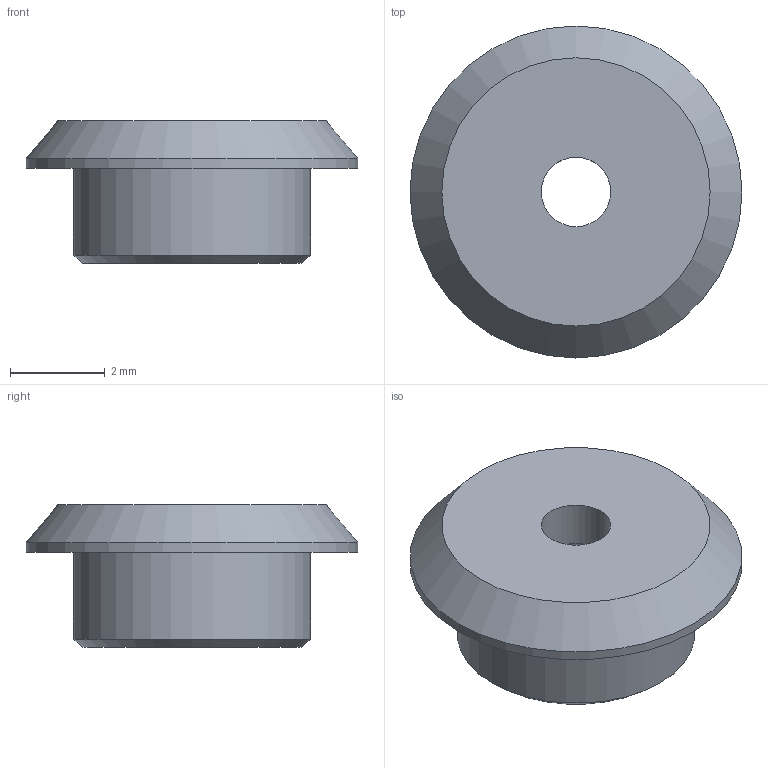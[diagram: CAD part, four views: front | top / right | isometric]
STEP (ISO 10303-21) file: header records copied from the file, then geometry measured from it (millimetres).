
FILE_DESCRIPTION(/* description */ (''),/* implementation_level */ '2;1');
FILE_NAME(/* name */ 'Encoder-Gear-Spacer.stp',/* time_stamp */ '2025-02-09T09:43:51+09:00',/* author */ ('IshiiLabHonda'),/* organization */ (''),/* preprocessor_version */ 'ST-DEVELOPER v19.2',/* originating_system */ 'Autodesk Inventor 2023',/* authorisation */ '');
FILE_SCHEMA (('AUTOMOTIVE_DESIGN { 1 0 10303 214 3 1 1 }'));
Length unit declared in the file: millimetre
Products named in the file (1): Encoder-Gear-Spacer
Bounding box: 7 x 7 x 3 mm (x, y, z)
Volume: 66.8 mm3; surface area: 128.5 mm2
Topology: 1 solids, 1 shells, 11 faces, 20 edges, 13 vertices
Faces by surface type: cylinder 4, plane 4, cone 3
Full cylindrical faces by diameter (mm): 1.46 x1, 1.48 x1, 5 x1, 7 x1
Entity records: 335 total; most frequent: DIRECTION 57, CARTESIAN_POINT 45, ORIENTED_EDGE 40, AXIS2_PLACEMENT_3D 25, EDGE_CURVE 20, EDGE_LOOP 15, CIRCLE 13, VERTEX_POINT 13
